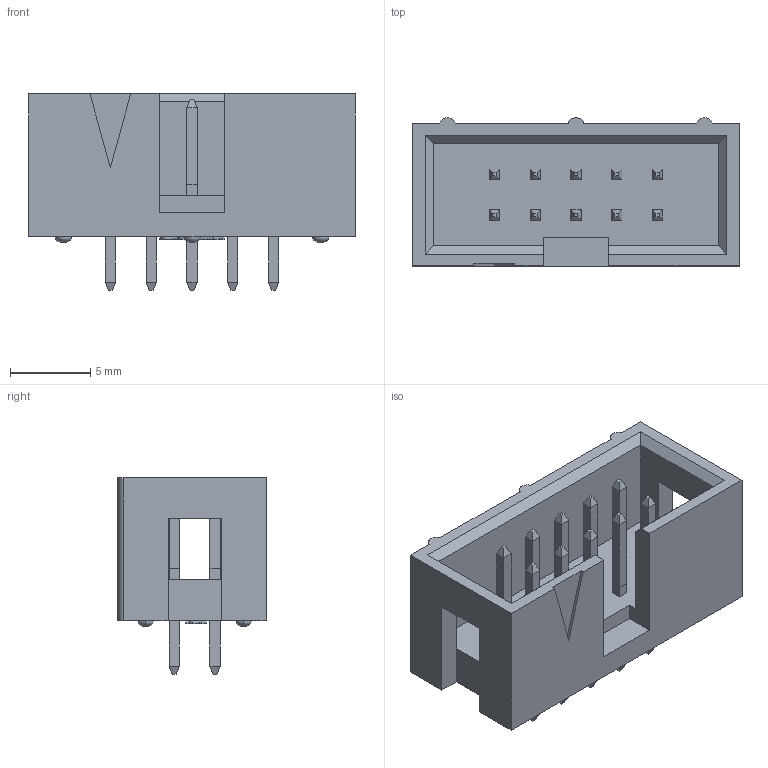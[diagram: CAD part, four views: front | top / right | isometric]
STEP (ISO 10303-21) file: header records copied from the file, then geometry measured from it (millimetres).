
FILE_DESCRIPTION (( 'STEP AP214' ), '1' );
FILE_NAME ('C-1761681-03-A-3D.STEP', '2013-11-20T21:42:57', ( '' ), ( '' ), 'SwSTEP 2.0', 'SolidWorks 2012', '' );
FILE_SCHEMA (( 'AUTOMOTIVE_DESIGN' ));
Length unit declared in the file: millimetre
Products named in the file (3): c-1761681-03-a-3d Pin; c-1761681-03-a-3d Body; C-1761681-03-A-3D
Assembly tree (11 placements, depth 2):
  C-1761681-03-A-3D
    c-1761681-03-a-3d Body
    c-1761681-03-a-3d Pin  x10
Bounding box: 20.32 x 9.22 x 12.21 mm (x, y, z)
Volume: 813.8 mm3; surface area: 1484.4 mm2
Topology: 11 solids, 11 shells, 359 faces, 865 edges, 534 vertices
Faces by surface type: plane 312, cylinder 37, torus 10
Entity records: 6527 total; most frequent: CARTESIAN_POINT 1109, ORIENTED_EDGE 1082, DIRECTION 1065, EDGE_CURVE 541, LINE 437, VECTOR 437, VERTEX_POINT 354, AXIS2_PLACEMENT_3D 314
